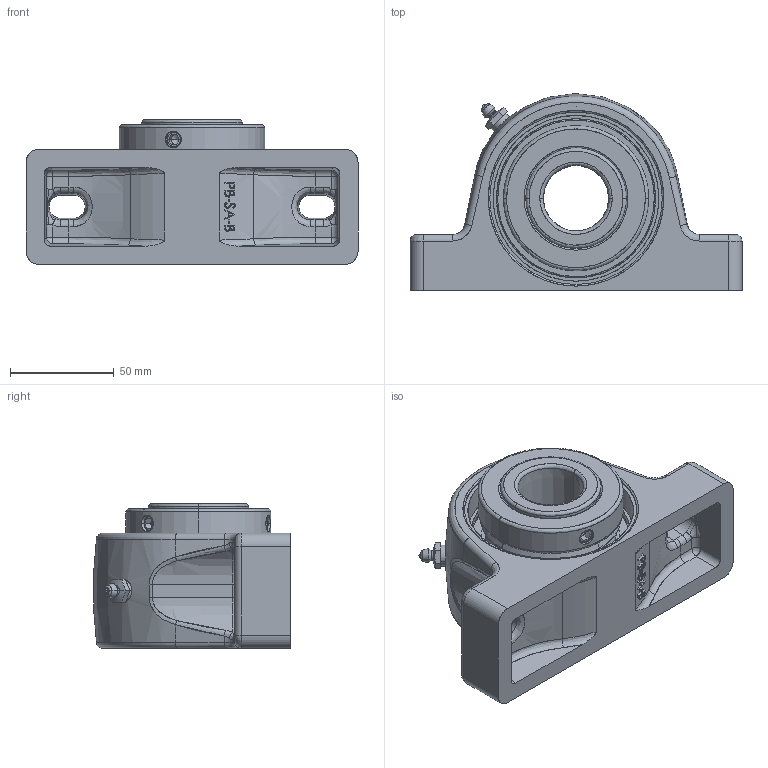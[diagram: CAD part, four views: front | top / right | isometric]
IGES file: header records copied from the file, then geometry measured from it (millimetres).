
Start section: SolidWorks IGES file using analytic representation for surfaces
Global section: file name: USDEFAU0414943568714.igs; native system: SolidWorks 2010; preprocessor: SolidWorks 2010; author: partstream; date: 100414.094401; units: inch
Bounding box: 160.32 x 95.09 x 69.85 mm (x, y, z)
Surface area: 160721.9 mm2 (no closed solid volume)
Topology: 0 solids, 0 shells, 622 faces, 9696 edges, 9681 vertices
Faces by surface type: bspline 390, revolution 232
